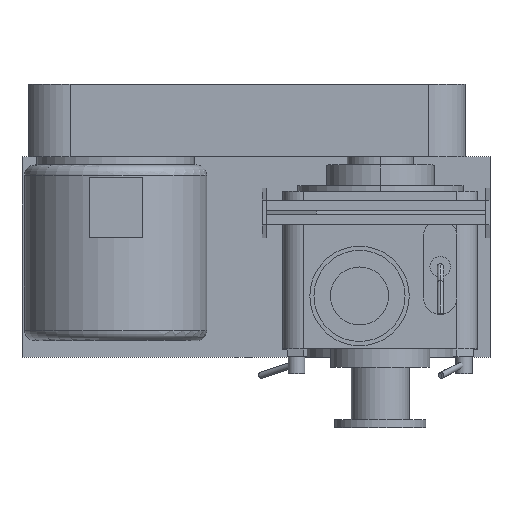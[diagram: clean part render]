
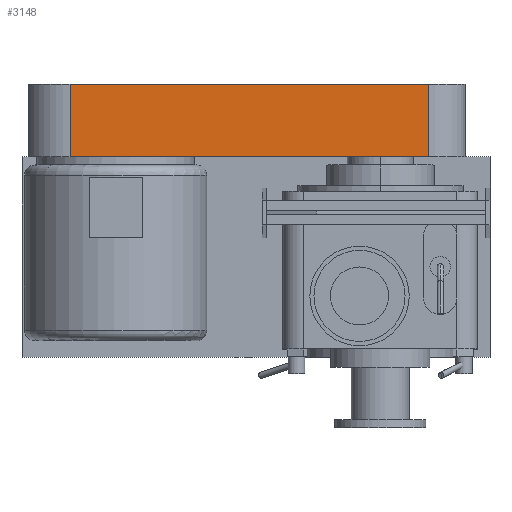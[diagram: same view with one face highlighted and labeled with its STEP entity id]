
A CAD part, top view. The second image highlights one B-rep face of the part: STEP entity #3148.
In plain terms, the highlighted planar face has unit normal (0, 0, 1).
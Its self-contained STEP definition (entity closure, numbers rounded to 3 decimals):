
#199=PLANE('',#3447);
#380=FACE_OUTER_BOUND('',#595,.T.);
#595=EDGE_LOOP('',(#2588,#2589,#2590,#2591));
#980=LINE('',#5709,#1285);
#981=LINE('',#5713,#1286);
#982=LINE('',#5715,#1287);
#983=LINE('',#5716,#1288);
#1285=VECTOR('',#4094,304.8);
#1286=VECTOR('',#4099,304.8);
#1287=VECTOR('',#4100,304.8);
#1288=VECTOR('',#4101,304.8);
#1565=VERTEX_POINT('',#5706);
#1566=VERTEX_POINT('',#5708);
#1567=VERTEX_POINT('',#5712);
#1568=VERTEX_POINT('',#5714);
#1925=EDGE_CURVE('',#1566,#1565,#980,.T.);
#1927=EDGE_CURVE('',#1567,#1565,#981,.T.);
#1928=EDGE_CURVE('',#1568,#1567,#982,.T.);
#1929=EDGE_CURVE('',#1566,#1568,#983,.T.);
#2588=ORIENTED_EDGE('',*,*,#1927,.F.);
#2589=ORIENTED_EDGE('',*,*,#1928,.F.);
#2590=ORIENTED_EDGE('',*,*,#1929,.F.);
#2591=ORIENTED_EDGE('',*,*,#1925,.T.);
#3148=ADVANCED_FACE('',(#380),#199,.T.);
#3447=AXIS2_PLACEMENT_3D('',#5711,#4097,#4098);
#4094=DIRECTION('',(0.,-1.,0.));
#4097=DIRECTION('center_axis',(0.,0.,1.));
#4098=DIRECTION('ref_axis',(0.,1.,0.));
#4099=DIRECTION('',(-1.,0.,0.));
#4100=DIRECTION('',(0.,-1.,0.));
#4101=DIRECTION('',(1.,0.,0.));
#5706=CARTESIAN_POINT('',(49413.543,9394.572,519.579));
#5708=CARTESIAN_POINT('',(49413.543,9569.572,519.579));
#5709=CARTESIAN_POINT('',(49413.543,9569.572,519.579));
#5711=CARTESIAN_POINT('Origin',(50278.543,9394.572,519.579));
#5712=CARTESIAN_POINT('',(50278.543,9394.572,519.579));
#5713=CARTESIAN_POINT('',(50278.543,9394.572,519.579));
#5714=CARTESIAN_POINT('',(50278.543,9569.572,519.579));
#5715=CARTESIAN_POINT('',(50278.543,9569.572,519.579));
#5716=CARTESIAN_POINT('',(49413.543,9569.572,519.579));
